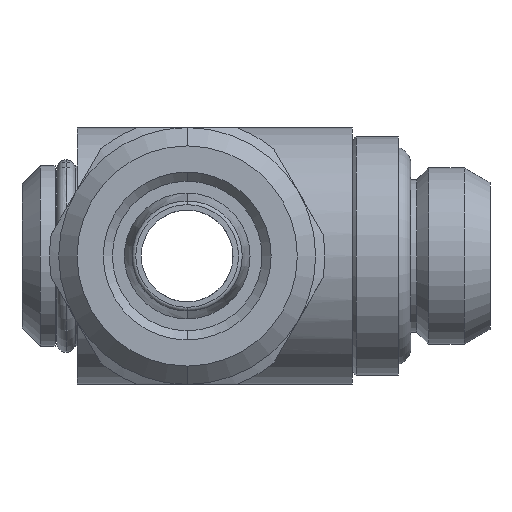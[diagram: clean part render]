
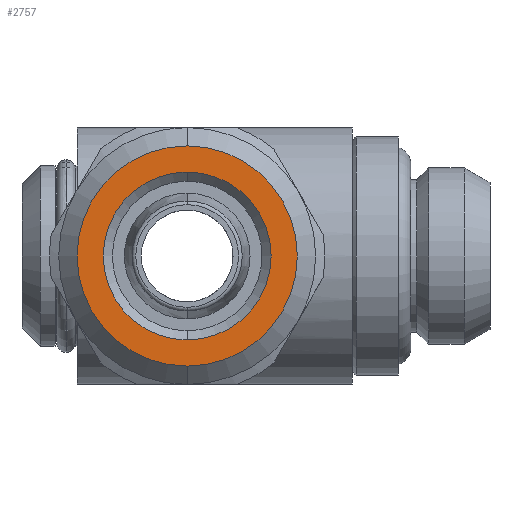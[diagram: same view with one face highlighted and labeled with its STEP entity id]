
A CAD part, left-side view. The second image highlights one B-rep face of the part: STEP entity #2757.
In plain terms, the highlighted planar face has unit normal (-1, 0, 0).
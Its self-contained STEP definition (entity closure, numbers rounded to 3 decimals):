
#317 = EDGE_CURVE ( 'NONE', #1392, #1393, #5607, .T. ) ;
#319 = EDGE_CURVE ( 'NONE', #1395, #1394, #5621, .T. ) ;
#524 = PLANE ( 'NONE',  #5026 ) ;
#525 = CARTESIAN_POINT ( 'NONE',  ( -22.352, 22.5, 0. ) ) ;
#526 = DIRECTION ( 'NONE',  ( -1., 0., 0. ) ) ;
#527 = DIRECTION ( 'NONE',  ( 0., 0., 1. ) ) ;
#927 = CARTESIAN_POINT ( 'NONE',  ( -22.352, 16.5, 0. ) ) ;
#928 = DIRECTION ( 'NONE',  ( 1., 0., 0. ) ) ;
#929 = DIRECTION ( 'NONE',  ( 0., 0., -1. ) ) ;
#934 = CARTESIAN_POINT ( 'NONE',  ( -22.352, 16.5, 0. ) ) ;
#935 = DIRECTION ( 'NONE',  ( 1., 0., 0. ) ) ;
#936 = DIRECTION ( 'NONE',  ( 0., 0., -1. ) ) ;
#1392 = VERTEX_POINT ( 'NONE', #3201 ) ;
#1393 = VERTEX_POINT ( 'NONE', #3202 ) ;
#1394 = VERTEX_POINT ( 'NONE', #3203 ) ;
#1395 = VERTEX_POINT ( 'NONE', #3204 ) ;
#1667 = CIRCLE ( 'NONE', #1675, 6. ) ;
#1675 = AXIS2_PLACEMENT_3D ( 'NONE', #927, #928, #929 ) ;
#1676 = CIRCLE ( 'NONE', #1680, 4.575 ) ;
#1680 = AXIS2_PLACEMENT_3D ( 'NONE', #934, #935, #936 ) ;
#1727 = ORIENTED_EDGE ( 'NONE', *, *, #5485, .T. ) ;
#1728 = ORIENTED_EDGE ( 'NONE', *, *, #317, .T. ) ;
#1729 = ORIENTED_EDGE ( 'NONE', *, *, #319, .F. ) ;
#1730 = ORIENTED_EDGE ( 'NONE', *, *, #5482, .F. ) ;
#2262 = EDGE_LOOP ( 'NONE', ( #1730, #1729 ) ) ;
#2263 = EDGE_LOOP ( 'NONE', ( #1727, #1728 ) ) ;
#2757 = ADVANCED_FACE ( 'NONE', ( #3006, #3007 ), #524, .T. ) ;
#3006 = FACE_BOUND ( 'NONE', #2263, .T. ) ;
#3007 = FACE_OUTER_BOUND ( 'NONE', #2262, .T. ) ;
#3201 = CARTESIAN_POINT ( 'NONE',  ( -22.352, 16.5, -4.575 ) ) ;
#3202 = CARTESIAN_POINT ( 'NONE',  ( -22.352, 16.5, 4.575 ) ) ;
#3203 = CARTESIAN_POINT ( 'NONE',  ( -22.352, 16.5, -6. ) ) ;
#3204 = CARTESIAN_POINT ( 'NONE',  ( -22.352, 16.5, 6. ) ) ;
#4729 = CARTESIAN_POINT ( 'NONE',  ( -22.352, 16.5, 0. ) ) ;
#4730 = DIRECTION ( 'NONE',  ( 1., 0., 0. ) ) ;
#4731 = DIRECTION ( 'NONE',  ( 0., 0., -1. ) ) ;
#4735 = CARTESIAN_POINT ( 'NONE',  ( -22.352, 16.5, 0. ) ) ;
#4736 = DIRECTION ( 'NONE',  ( 1., 0., 0. ) ) ;
#4737 = DIRECTION ( 'NONE',  ( 0., 0., -1. ) ) ;
#5026 = AXIS2_PLACEMENT_3D ( 'NONE', #525, #526, #527 ) ;
#5482 = EDGE_CURVE ( 'NONE', #1394, #1395, #1667, .T. ) ;
#5485 = EDGE_CURVE ( 'NONE', #1393, #1392, #1676, .T. ) ;
#5600 = AXIS2_PLACEMENT_3D ( 'NONE', #4735, #4736, #4737 ) ;
#5606 = AXIS2_PLACEMENT_3D ( 'NONE', #4729, #4730, #4731 ) ;
#5607 = CIRCLE ( 'NONE', #5606, 4.575 ) ;
#5621 = CIRCLE ( 'NONE', #5600, 6. ) ;
